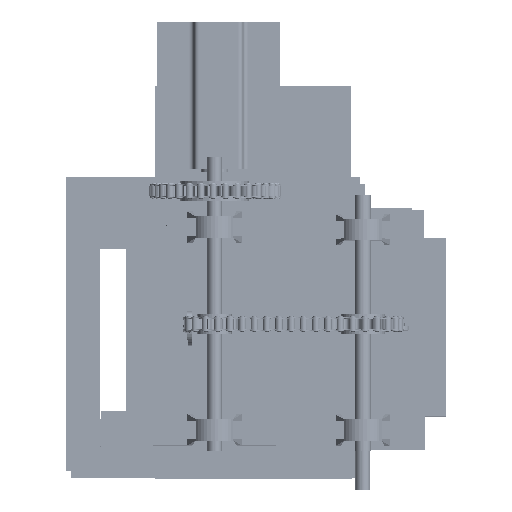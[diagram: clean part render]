
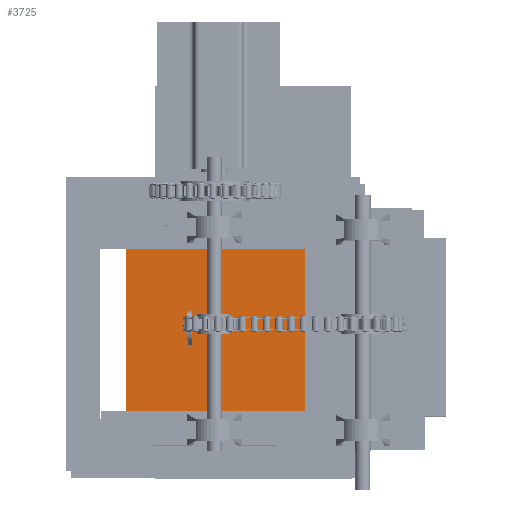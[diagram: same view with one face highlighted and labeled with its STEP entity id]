
A CAD part, top view. The second image highlights one B-rep face of the part: STEP entity #3725.
In plain terms, the highlighted face is planar.
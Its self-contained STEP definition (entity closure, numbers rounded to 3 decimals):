
#2377=FACE_BOUND('',#5169,.T.);
#2378=FACE_BOUND('',#5170,.T.);
#3725=ADVANCED_FACE('',(#2377,#2378),#4340,.T.);
#4340=PLANE('',#12985);
#5169=EDGE_LOOP('',(#6459,#6460,#6461,#6462));
#5170=EDGE_LOOP('',(#6463,#6464,#6465,#6466));
#6459=ORIENTED_EDGE('',*,*,#10112,.F.);
#6460=ORIENTED_EDGE('',*,*,#10113,.T.);
#6461=ORIENTED_EDGE('',*,*,#10114,.T.);
#6462=ORIENTED_EDGE('',*,*,#10115,.T.);
#6463=ORIENTED_EDGE('',*,*,#10116,.F.);
#6464=ORIENTED_EDGE('',*,*,#10111,.F.);
#6465=ORIENTED_EDGE('',*,*,#10117,.T.);
#6466=ORIENTED_EDGE('',*,*,#10103,.T.);
#8963=VERTEX_POINT('',#18829);
#8965=VERTEX_POINT('',#18832);
#8969=VERTEX_POINT('',#18844);
#8970=VERTEX_POINT('',#18846);
#8971=VERTEX_POINT('',#18850);
#8972=VERTEX_POINT('',#18851);
#8973=VERTEX_POINT('',#18853);
#8974=VERTEX_POINT('',#18855);
#10103=EDGE_CURVE('',#8965,#8963,#11565,.T.);
#10111=EDGE_CURVE('',#8970,#8969,#11573,.T.);
#10112=EDGE_CURVE('',#8971,#8972,#11574,.T.);
#10113=EDGE_CURVE('',#8971,#8973,#11575,.T.);
#10114=EDGE_CURVE('',#8973,#8974,#11576,.T.);
#10115=EDGE_CURVE('',#8974,#8972,#11577,.T.);
#10116=EDGE_CURVE('',#8969,#8963,#11578,.T.);
#10117=EDGE_CURVE('',#8970,#8965,#11579,.T.);
#11565=LINE('',#18831,#12332);
#11573=LINE('',#18847,#12340);
#11574=LINE('',#18849,#12341);
#11575=LINE('',#18852,#12342);
#11576=LINE('',#18854,#12343);
#11577=LINE('',#18856,#12344);
#11578=LINE('',#18857,#12345);
#11579=LINE('',#18858,#12346);
#12332=VECTOR('',#15010,1.);
#12340=VECTOR('',#15022,1.);
#12341=VECTOR('',#15025,1.);
#12342=VECTOR('',#15026,1.);
#12343=VECTOR('',#15027,1.);
#12344=VECTOR('',#15028,1.);
#12345=VECTOR('',#15029,1.);
#12346=VECTOR('',#15030,1.);
#12985=AXIS2_PLACEMENT_3D('',#18859,#15031,#15032);
#15010=DIRECTION('',(0.,0.,1.));
#15022=DIRECTION('',(0.,0.,1.));
#15025=DIRECTION('',(1.,0.,0.));
#15026=DIRECTION('',(0.,0.,-1.));
#15027=DIRECTION('',(1.,0.,0.));
#15028=DIRECTION('',(0.,0.,1.));
#15029=DIRECTION('',(-1.,0.,0.));
#15030=DIRECTION('',(-1.,0.,0.));
#15031=DIRECTION('',(0.,1.,0.));
#15032=DIRECTION('',(0.,0.,1.));
#18829=CARTESIAN_POINT('',(0.,255.,0.));
#18831=CARTESIAN_POINT('',(0.,255.,-182.));
#18832=CARTESIAN_POINT('',(0.,255.,-182.));
#18844=CARTESIAN_POINT('',(182.,255.,0.));
#18846=CARTESIAN_POINT('',(182.,255.,-182.));
#18847=CARTESIAN_POINT('',(182.,255.,-182.));
#18849=CARTESIAN_POINT('',(182.,255.,-62.5));
#18850=CARTESIAN_POINT('',(83.411,255.,-62.5));
#18851=CARTESIAN_POINT('',(97.589,255.,-62.5));
#18852=CARTESIAN_POINT('',(83.411,255.,-62.5));
#18853=CARTESIAN_POINT('',(83.411,255.,-67.5));
#18854=CARTESIAN_POINT('',(182.,255.,-67.5));
#18855=CARTESIAN_POINT('',(97.589,255.,-67.5));
#18856=CARTESIAN_POINT('',(97.589,255.,-62.5));
#18857=CARTESIAN_POINT('',(182.,255.,0.));
#18858=CARTESIAN_POINT('',(182.,255.,-182.));
#18859=CARTESIAN_POINT('',(182.,255.,-182.));
